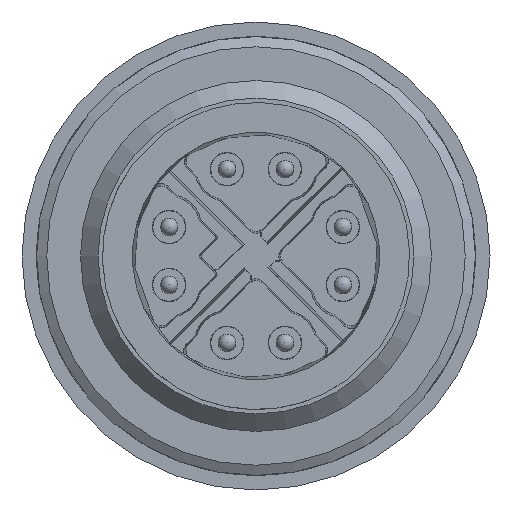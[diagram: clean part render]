
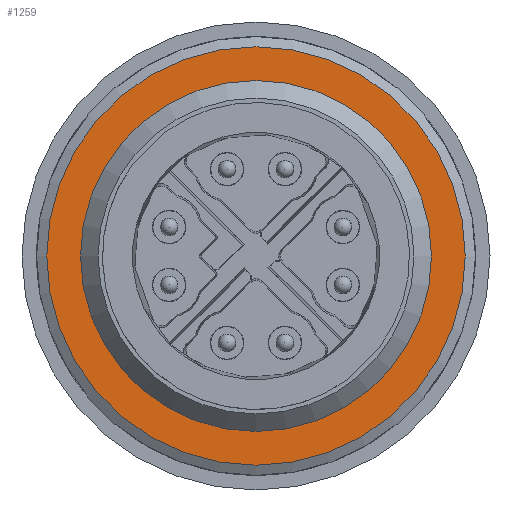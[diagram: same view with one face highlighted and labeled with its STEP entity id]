
A CAD part, front view. The second image highlights one B-rep face of the part: STEP entity #1259.
In plain terms, the highlighted planar face has unit normal (0, -1, 0).
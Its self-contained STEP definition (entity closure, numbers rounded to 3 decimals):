
#265=PLANE('',#8875);
#1259=ADVANCED_FACE('',(#2822,#2823),#265,.F.);
#2822=FACE_BOUND('',#3125,.T.);
#2823=FACE_BOUND('',#3126,.T.);
#3125=EDGE_LOOP('',(#4188));
#3126=EDGE_LOOP('',(#4189));
#4188=ORIENTED_EDGE('',*,*,#7238,.F.);
#4189=ORIENTED_EDGE('',*,*,#7237,.T.);
#6329=VERTEX_POINT('',#13366);
#6330=VERTEX_POINT('',#13369);
#7237=EDGE_CURVE('',#6329,#6329,#8261,.T.);
#7238=EDGE_CURVE('',#6330,#6330,#8262,.T.);
#8261=CIRCLE('',#8872,7.154);
#8262=CIRCLE('',#8874,6.);
#8872=AXIS2_PLACEMENT_3D('',#13365,#10216,#10217);
#8874=AXIS2_PLACEMENT_3D('',#13368,#10220,#10221);
#8875=AXIS2_PLACEMENT_3D('',#13370,#10222,#10223);
#10216=DIRECTION('',(0.,-1.,0.));
#10217=DIRECTION('',(0.866,0.,0.5));
#10220=DIRECTION('',(0.,-1.,0.));
#10221=DIRECTION('',(0.866,0.,0.5));
#10222=DIRECTION('',(0.,1.,0.));
#10223=DIRECTION('',(0.866,0.,0.5));
#13365=CARTESIAN_POINT('',(50.,42.5,0.));
#13366=CARTESIAN_POINT('',(56.195,42.5,3.577));
#13368=CARTESIAN_POINT('',(50.,42.5,0.));
#13369=CARTESIAN_POINT('',(55.196,42.5,3.));
#13370=CARTESIAN_POINT('',(46.423,42.5,6.195));
